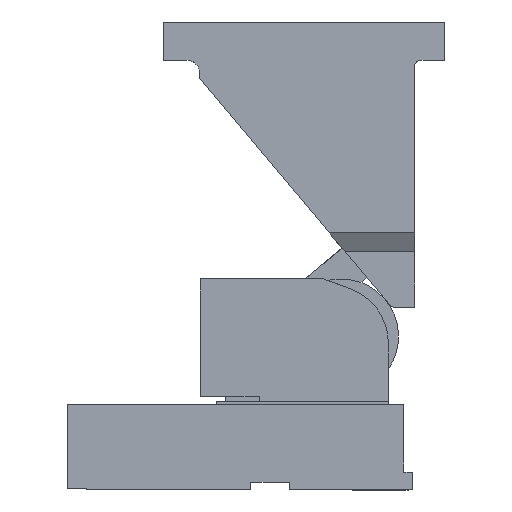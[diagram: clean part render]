
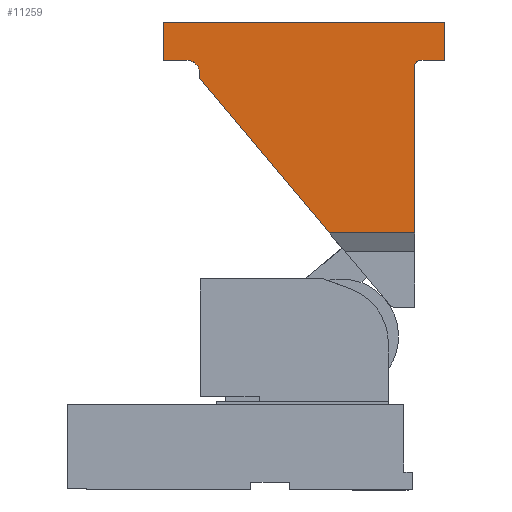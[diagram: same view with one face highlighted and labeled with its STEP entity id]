
A CAD part, front view. The second image highlights one B-rep face of the part: STEP entity #11259.
In plain terms, the highlighted face is planar.
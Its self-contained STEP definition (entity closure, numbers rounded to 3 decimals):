
#10839=CARTESIAN_POINT('Vertex',(-25.5,90.168,58.)) ;
#10842=CARTESIAN_POINT('Line Origine',(-25.5,140.834,118.382)) ;
#10846=CARTESIAN_POINT('Vertex',(-25.5,191.5,178.763)) ;
#11049=CARTESIAN_POINT('Line Origine',(-25.5,23.5,123.)) ;
#11053=CARTESIAN_POINT('Vertex',(-25.5,23.5,58.)) ;
#11055=CARTESIAN_POINT('Vertex',(-25.5,23.5,188.)) ;
#11102=CARTESIAN_POINT('Vertex',(-25.5,18.5,193.)) ;
#11105=CARTESIAN_POINT('Axis2P3D Location',(-25.5,18.5,188.)) ;
#11133=CARTESIAN_POINT('Vertex',(-25.5,0.,193.)) ;
#11136=CARTESIAN_POINT('Line Origine',(-25.5,9.25,193.)) ;
#11184=CARTESIAN_POINT('Axis2P3D Location',(-25.5,0.,58.)) ;
#11189=CARTESIAN_POINT('Line Origine',(-25.5,0.,208.)) ;
#11193=CARTESIAN_POINT('Vertex',(-25.5,0.,223.)) ;
#11196=CARTESIAN_POINT('Line Origine',(-25.5,110.,223.)) ;
#11200=CARTESIAN_POINT('Vertex',(-25.5,220.,223.)) ;
#11203=CARTESIAN_POINT('Line Origine',(-25.5,220.,208.)) ;
#11207=CARTESIAN_POINT('Vertex',(-25.5,220.,193.)) ;
#11210=CARTESIAN_POINT('Line Origine',(-25.5,210.75,193.)) ;
#11214=CARTESIAN_POINT('Vertex',(-25.5,201.5,193.)) ;
#11218=CARTESIAN_POINT('Control Point',(-25.5,201.5,193.)) ;
#11219=CARTESIAN_POINT('Control Point',(-25.5,200.57,193.)) ;
#11220=CARTESIAN_POINT('Control Point',(-25.5,199.641,192.892)) ;
#11221=CARTESIAN_POINT('Control Point',(-25.5,198.728,192.676)) ;
#11222=CARTESIAN_POINT('Control Point',(-25.5,196.97,192.036)) ;
#11223=CARTESIAN_POINT('Control Point',(-25.5,195.405,191.01)) ;
#11224=CARTESIAN_POINT('Control Point',(-25.5,194.685,190.407)) ;
#11225=CARTESIAN_POINT('Control Point',(-25.5,193.4,189.047)) ;
#11226=CARTESIAN_POINT('Control Point',(-25.5,192.461,187.428)) ;
#11227=CARTESIAN_POINT('Control Point',(-25.5,192.088,186.567)) ;
#11228=CARTESIAN_POINT('Control Point',(-25.5,191.716,185.331)) ;
#11229=CARTESIAN_POINT('Control Point',(-25.5,191.547,184.059)) ;
#11230=CARTESIAN_POINT('Control Point',(-25.5,191.516,183.706)) ;
#11231=CARTESIAN_POINT('Control Point',(-25.5,191.5,183.353)) ;
#11232=CARTESIAN_POINT('Control Point',(-25.5,191.5,183.)) ;
#11233=CARTESIAN_POINT('Vertex',(-25.5,191.5,183.)) ;
#11236=CARTESIAN_POINT('Line Origine',(-25.5,191.5,180.882)) ;
#11241=CARTESIAN_POINT('Line Origine',(-25.5,56.834,58.)) ;
#10843=DIRECTION('Vector Direction',(0.,0.643,0.766)) ;
#11050=DIRECTION('Vector Direction',(0.,0.,1.)) ;
#11106=DIRECTION('Axis2P3D Direction',(1.,0.,0.)) ;
#11137=DIRECTION('Vector Direction',(0.,1.,0.)) ;
#11185=DIRECTION('Axis2P3D Direction',(-1.,0.,0.)) ;
#11186=DIRECTION('Axis2P3D XDirection',(0.,0.,1.)) ;
#11190=DIRECTION('Vector Direction',(0.,0.,-1.)) ;
#11197=DIRECTION('Vector Direction',(0.,1.,0.)) ;
#11204=DIRECTION('Vector Direction',(0.,0.,-1.)) ;
#11211=DIRECTION('Vector Direction',(0.,1.,0.)) ;
#11237=DIRECTION('Vector Direction',(0.,0.,1.)) ;
#11242=DIRECTION('Vector Direction',(0.,1.,0.)) ;
#11107=AXIS2_PLACEMENT_3D('Circle Axis2P3D',#11105,#11106,$) ;
#11187=AXIS2_PLACEMENT_3D('Plane Axis2P3D',#11184,#11185,#11186) ;
#11247=ORIENTED_EDGE('',*,*,#11109,.T.) ;
#11248=ORIENTED_EDGE('',*,*,#11140,.F.) ;
#11249=ORIENTED_EDGE('',*,*,#11195,.F.) ;
#11250=ORIENTED_EDGE('',*,*,#11202,.T.) ;
#11251=ORIENTED_EDGE('',*,*,#11209,.T.) ;
#11252=ORIENTED_EDGE('',*,*,#11216,.F.) ;
#11253=ORIENTED_EDGE('',*,*,#11235,.T.) ;
#11254=ORIENTED_EDGE('',*,*,#11240,.F.) ;
#11255=ORIENTED_EDGE('',*,*,#10848,.F.) ;
#11256=ORIENTED_EDGE('',*,*,#11245,.F.) ;
#11257=ORIENTED_EDGE('',*,*,#11057,.T.) ;
#10844=VECTOR('Line Direction',#10843,1.) ;
#11051=VECTOR('Line Direction',#11050,1.) ;
#11138=VECTOR('Line Direction',#11137,1.) ;
#11191=VECTOR('Line Direction',#11190,1.) ;
#11198=VECTOR('Line Direction',#11197,1.) ;
#11205=VECTOR('Line Direction',#11204,1.) ;
#11212=VECTOR('Line Direction',#11211,1.) ;
#11238=VECTOR('Line Direction',#11237,1.) ;
#11243=VECTOR('Line Direction',#11242,1.) ;
#11259=ADVANCED_FACE('PartBody',(#11258),#11188,.T.) ;
#11217=B_SPLINE_CURVE_WITH_KNOTS('',5,(#11218,#11219,#11220,#11221,#11222,#11223,#11224,#11225,#11226,#11227,#11228,#11229,#11230,#11231,#11232),.UNSPECIFIED.,.F.,.U.,(6,3,3,3,6),(0.,6.573,13.145,19.718,22.213),.UNSPECIFIED.) ;
#11108=CIRCLE('generated circle',#11107,5.) ;
#10848=EDGE_CURVE('',#10840,#10847,#10845,.T.) ;
#11057=EDGE_CURVE('',#11054,#11056,#11052,.T.) ;
#11109=EDGE_CURVE('',#11056,#11103,#11108,.T.) ;
#11140=EDGE_CURVE('',#11134,#11103,#11139,.T.) ;
#11195=EDGE_CURVE('',#11194,#11134,#11192,.T.) ;
#11202=EDGE_CURVE('',#11194,#11201,#11199,.T.) ;
#11209=EDGE_CURVE('',#11201,#11208,#11206,.T.) ;
#11216=EDGE_CURVE('',#11215,#11208,#11213,.T.) ;
#11235=EDGE_CURVE('',#11215,#11234,#11217,.T.) ;
#11240=EDGE_CURVE('',#10847,#11234,#11239,.T.) ;
#11245=EDGE_CURVE('',#11054,#10840,#11244,.T.) ;
#11246=EDGE_LOOP('',(#11247,#11248,#11249,#11250,#11251,#11252,#11253,#11254,#11255,#11256,#11257)) ;
#11258=FACE_OUTER_BOUND('',#11246,.T.) ;
#10845=LINE('Line',#10842,#10844) ;
#11052=LINE('Line',#11049,#11051) ;
#11139=LINE('Line',#11136,#11138) ;
#11192=LINE('Line',#11189,#11191) ;
#11199=LINE('Line',#11196,#11198) ;
#11206=LINE('Line',#11203,#11205) ;
#11213=LINE('Line',#11210,#11212) ;
#11239=LINE('Line',#11236,#11238) ;
#11244=LINE('Line',#11241,#11243) ;
#11188=PLANE('Plane',#11187) ;
#10840=VERTEX_POINT('',#10839) ;
#10847=VERTEX_POINT('',#10846) ;
#11054=VERTEX_POINT('',#11053) ;
#11056=VERTEX_POINT('',#11055) ;
#11103=VERTEX_POINT('',#11102) ;
#11134=VERTEX_POINT('',#11133) ;
#11194=VERTEX_POINT('',#11193) ;
#11201=VERTEX_POINT('',#11200) ;
#11208=VERTEX_POINT('',#11207) ;
#11215=VERTEX_POINT('',#11214) ;
#11234=VERTEX_POINT('',#11233) ;
